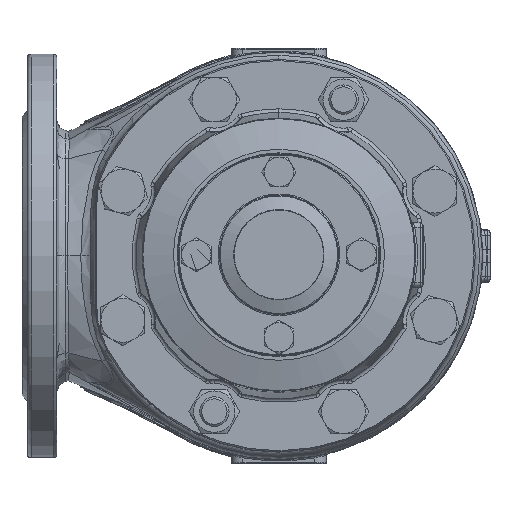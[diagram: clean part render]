
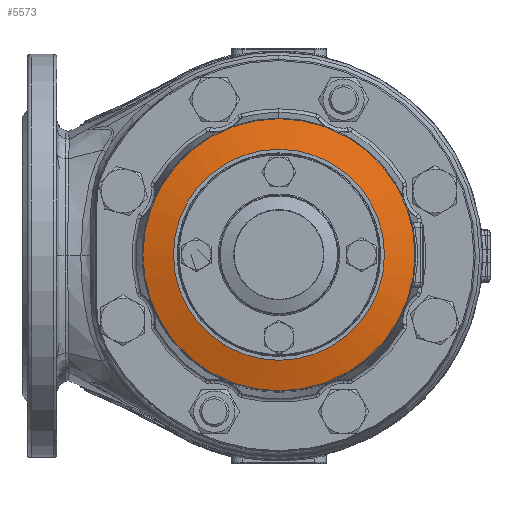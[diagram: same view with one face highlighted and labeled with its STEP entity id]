
A CAD part, top view. The second image highlights one B-rep face of the part: STEP entity #5573.
In plain terms, the highlighted conical face has half-angle 75 degrees and reference radius 57.5 mm.
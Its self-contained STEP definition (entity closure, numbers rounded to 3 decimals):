
#5404=CARTESIAN_POINT('',(0.,-74.129,383.294));
#5405=VERTEX_POINT('',#5404);
#5432=CARTESIAN_POINT('',(0.,74.129,383.294));
#5433=VERTEX_POINT('',#5432);
#5434=CARTESIAN_POINT('',(0.,-0.,383.294));
#5435=DIRECTION('',(0.,-0.,1.));
#5436=DIRECTION('',(-0.,-1.,-0.));
#5437=AXIS2_PLACEMENT_3D('',#5434,#5435,#5436);
#5438=CIRCLE('',#5437,74.129);
#5439=EDGE_CURVE('NONE',#5433,#5405,#5438,.T.);
#5441=CARTESIAN_POINT('',(0.,-0.,383.294));
#5442=DIRECTION('',(0.,-0.,1.));
#5443=DIRECTION('',(-0.,-1.,-0.));
#5444=AXIS2_PLACEMENT_3D('',#5441,#5442,#5443);
#5445=CIRCLE('',#5444,74.129);
#5446=EDGE_CURVE('NONE',#5405,#5433,#5445,.T.);
#5539=CARTESIAN_POINT('',(0.,-0.,387.75));
#5540=DIRECTION('',(-0.,0.,-1.));
#5541=DIRECTION('',(0.,1.,0.));
#5542=AXIS2_PLACEMENT_3D('',#5539,#5540,#5541);
#5543=CONICAL_SURFACE('',#5542,57.5,75.);
#5544=CARTESIAN_POINT('',(0.,57.5,387.75));
#5545=VERTEX_POINT('',#5544);
#5546=CARTESIAN_POINT('',(0.,74.129,383.294));
#5547=DIRECTION('',(-0.,-0.966,0.259));
#5548=VECTOR('',#5547,17.216);
#5549=LINE('',#5546,#5548);
#5550=EDGE_CURVE('',#5433,#5545,#5549,.T.);
#5551=ORIENTED_EDGE('',*,*,#5550,.T.);
#5552=CARTESIAN_POINT('',(0.,-57.5,387.75));
#5553=VERTEX_POINT('',#5552);
#5554=CARTESIAN_POINT('',(0.,-0.,387.75));
#5555=DIRECTION('',(-0.,0.,-1.));
#5556=DIRECTION('',(0.,1.,0.));
#5557=AXIS2_PLACEMENT_3D('',#5554,#5555,#5556);
#5558=CIRCLE('',#5557,57.5);
#5559=EDGE_CURVE('NONE',#5545,#5553,#5558,.T.);
#5560=ORIENTED_EDGE('',*,*,#5559,.T.);
#5561=CARTESIAN_POINT('',(0.,-0.,387.75));
#5562=DIRECTION('',(-0.,0.,-1.));
#5563=DIRECTION('',(0.,1.,0.));
#5564=AXIS2_PLACEMENT_3D('',#5561,#5562,#5563);
#5565=CIRCLE('',#5564,57.5);
#5566=EDGE_CURVE('NONE',#5553,#5545,#5565,.T.);
#5567=ORIENTED_EDGE('',*,*,#5566,.T.);
#5568=ORIENTED_EDGE('',*,*,#5550,.F.);
#5569=ORIENTED_EDGE('',*,*,#5439,.T.);
#5570=ORIENTED_EDGE('',*,*,#5446,.T.);
#5571=EDGE_LOOP('',(#5551,#5560,#5567,#5568,#5569,#5570));
#5572=FACE_BOUND('',#5571,.T.);
#5573=ADVANCED_FACE('NONE',(#5572),#5543,.T.);
